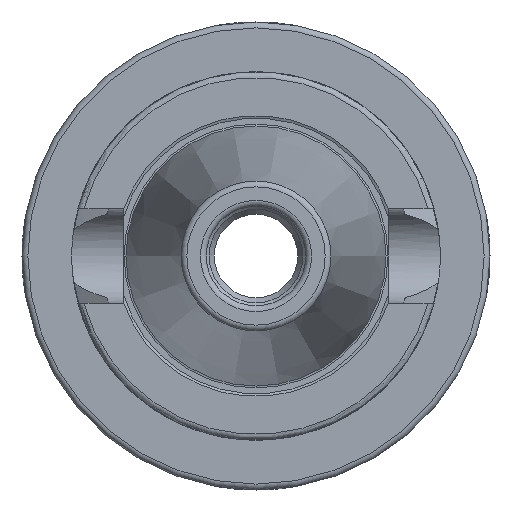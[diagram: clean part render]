
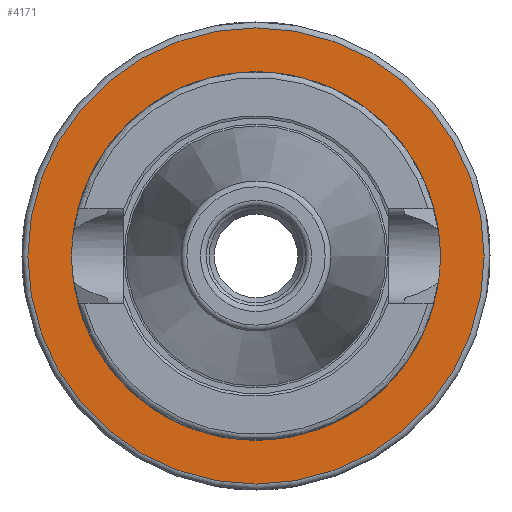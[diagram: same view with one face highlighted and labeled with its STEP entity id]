
A CAD part, left-side view. The second image highlights one B-rep face of the part: STEP entity #4171.
In plain terms, the highlighted planar face has unit normal (-1, 0, 0).
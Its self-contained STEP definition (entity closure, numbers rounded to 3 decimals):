
#4137=CARTESIAN_POINT('',(45.,31.,0.0));
#4138=VERTEX_POINT('',#4137);
#4139=CARTESIAN_POINT('',(45.,0.,0.0));
#4140=DIRECTION('',(1.0,0.0,0.0));
#4141=DIRECTION('',(0.0,1.0,0.0));
#4142=AXIS2_PLACEMENT_3D('',#4139,#4140,#4141);
#4143=CIRCLE('',#4142,31.);
#4144=EDGE_CURVE('',#4138,#4138,#4143,.T.);
#4152=CARTESIAN_POINT('',(45.,35.,0.0));
#4153=DIRECTION('',(-1.0,0.0,0.0));
#4154=DIRECTION('',(0.0,0.0,1.0));
#4155=AXIS2_PLACEMENT_3D('',#4152,#4153,#4154);
#4156=PLANE('',#4155);
#4157=CARTESIAN_POINT('',(45.,39.,0.0));
#4158=VERTEX_POINT('',#4157);
#4159=CARTESIAN_POINT('',(45.,0.,0.0));
#4160=DIRECTION('',(1.0,0.0,0.0));
#4161=DIRECTION('',(0.0,1.0,0.0));
#4162=AXIS2_PLACEMENT_3D('',#4159,#4160,#4161);
#4163=CIRCLE('',#4162,39.);
#4164=EDGE_CURVE('',#4158,#4158,#4163,.T.);
#4165=ORIENTED_EDGE('',*,*,#4164,.F.);
#4166=EDGE_LOOP('',(#4165));
#4167=FACE_OUTER_BOUND('',#4166,.T.);
#4168=ORIENTED_EDGE('',*,*,#4144,.T.);
#4169=EDGE_LOOP('',(#4168));
#4170=FACE_BOUND('',#4169,.T.);
#4171=ADVANCED_FACE('',(#4167,#4170),#4156,.T.);
